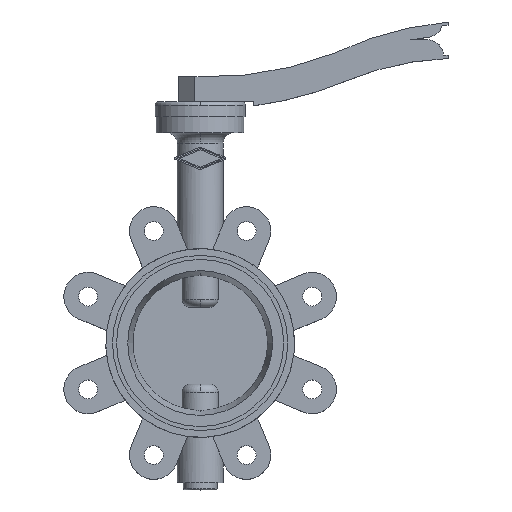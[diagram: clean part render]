
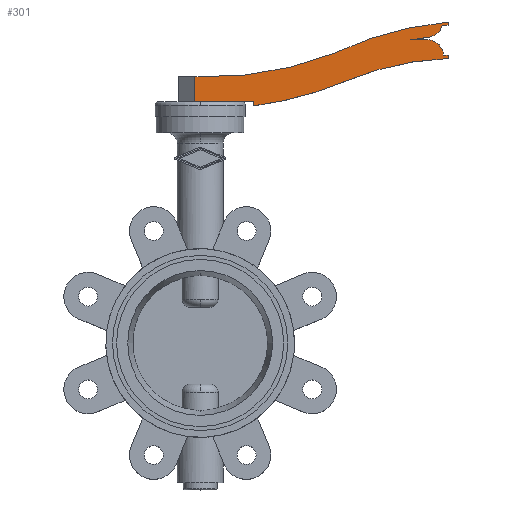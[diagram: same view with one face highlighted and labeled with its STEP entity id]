
A CAD part, top view. The second image highlights one B-rep face of the part: STEP entity #301.
In plain terms, the highlighted planar face has unit normal (0, 0, 1).
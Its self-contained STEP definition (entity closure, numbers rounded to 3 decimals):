
#301 = ADVANCED_FACE( '', ( #693 ), #694, .T. );
#693 = FACE_OUTER_BOUND( '', #1085, .T. );
#694 = PLANE( '', #1086 );
#1085 = EDGE_LOOP( '', ( #2553, #2554, #2555, #2556, #2557, #2558, #2559, #2560, #2561, #2562, #2563, #2564, #2565, #2566, #2567, #2568 ) );
#1086 = AXIS2_PLACEMENT_3D( '', #2569, #2570, #2571 );
#2553 = ORIENTED_EDGE( '', *, *, #2996, .T. );
#2554 = ORIENTED_EDGE( '', *, *, #3004, .T. );
#2555 = ORIENTED_EDGE( '', *, *, #3020, .T. );
#2556 = ORIENTED_EDGE( '', *, *, #3022, .T. );
#2557 = ORIENTED_EDGE( '', *, *, #3024, .T. );
#2558 = ORIENTED_EDGE( '', *, *, #3026, .T. );
#2559 = ORIENTED_EDGE( '', *, *, #3028, .T. );
#2560 = ORIENTED_EDGE( '', *, *, #3030, .T. );
#2561 = ORIENTED_EDGE( '', *, *, #3032, .T. );
#2562 = ORIENTED_EDGE( '', *, *, #3034, .T. );
#2563 = ORIENTED_EDGE( '', *, *, #3036, .T. );
#2564 = ORIENTED_EDGE( '', *, *, #3038, .T. );
#2565 = ORIENTED_EDGE( '', *, *, #3040, .T. );
#2566 = ORIENTED_EDGE( '', *, *, #3042, .T. );
#2567 = ORIENTED_EDGE( '', *, *, #3044, .T. );
#2568 = ORIENTED_EDGE( '', *, *, #3045, .T. );
#2569 = CARTESIAN_POINT( '', ( 0., 176., -16. ) );
#2570 = DIRECTION( '', ( 0., 0., 1. ) );
#2571 = DIRECTION( '', ( 1., 0., 0. ) );
#2996 = EDGE_CURVE( '', #3755, #3752, #3756, .T. );
#3004 = EDGE_CURVE( '', #3752, #3767, #3769, .T. );
#3020 = EDGE_CURVE( '', #3767, #3797, #3799, .T. );
#3022 = EDGE_CURVE( '', #3797, #3800, #3802, .T. );
#3024 = EDGE_CURVE( '', #3800, #3803, #3805, .T. );
#3026 = EDGE_CURVE( '', #3803, #3806, #3808, .T. );
#3028 = EDGE_CURVE( '', #3806, #3809, #3811, .T. );
#3030 = EDGE_CURVE( '', #3809, #3812, #3814, .T. );
#3032 = EDGE_CURVE( '', #3812, #3815, #3817, .T. );
#3034 = EDGE_CURVE( '', #3815, #3818, #3820, .T. );
#3036 = EDGE_CURVE( '', #3818, #3821, #3823, .T. );
#3038 = EDGE_CURVE( '', #3821, #3824, #3826, .T. );
#3040 = EDGE_CURVE( '', #3824, #3827, #3829, .T. );
#3042 = EDGE_CURVE( '', #3827, #3830, #3832, .T. );
#3044 = EDGE_CURVE( '', #3830, #3833, #3835, .T. );
#3045 = EDGE_CURVE( '', #3833, #3755, #3836, .T. );
#3752 = VERTEX_POINT( '', #5341 );
#3755 = VERTEX_POINT( '', #5345 );
#3756 = LINE( '', #5346, #5347 );
#3767 = VERTEX_POINT( '', #5364 );
#3769 = LINE( '', #5367, #5368 );
#3797 = VERTEX_POINT( '', #5404 );
#3799 = LINE( '', #5407, #5408 );
#3800 = VERTEX_POINT( '', #5409 );
#3802 = CIRCLE( '', #5412, 255. );
#3803 = VERTEX_POINT( '', #5413 );
#3805 = CIRCLE( '', #5416, 223. );
#3806 = VERTEX_POINT( '', #5417 );
#3808 = LINE( '', #5420, #5421 );
#3809 = VERTEX_POINT( '', #5422 );
#3811 = LINE( '', #5425, #5426 );
#3812 = VERTEX_POINT( '', #5427 );
#3814 = CIRCLE( '', #5430, 12.5 );
#3815 = VERTEX_POINT( '', #5431 );
#3817 = LINE( '', #5434, #5435 );
#3818 = VERTEX_POINT( '', #5436 );
#3820 = LINE( '', #5439, #5440 );
#3821 = VERTEX_POINT( '', #5441 );
#3823 = CIRCLE( '', #5444, 12.5 );
#3824 = VERTEX_POINT( '', #5445 );
#3826 = LINE( '', #5448, #5449 );
#3827 = VERTEX_POINT( '', #5450 );
#3829 = LINE( '', #5453, #5454 );
#3830 = VERTEX_POINT( '', #5455 );
#3832 = CIRCLE( '', #5458, 255. );
#3833 = VERTEX_POINT( '', #5459 );
#3835 = CIRCLE( '', #5462, 250. );
#3836 = LINE( '', #5463, #5464 );
#5341 = CARTESIAN_POINT( '', ( -4., 179., -16. ) );
#5345 = CARTESIAN_POINT( '', ( -4., 197.6, -16. ) );
#5346 = CARTESIAN_POINT( '', ( -4., 176., -16. ) );
#5347 = VECTOR( '', #6235, 1. );
#5364 = CARTESIAN_POINT( '', ( 39.8, 179., -16. ) );
#5367 = CARTESIAN_POINT( '', ( -16., 179., -16. ) );
#5368 = VECTOR( '', #6243, 1. );
#5404 = CARTESIAN_POINT( '', ( 39.8, 176., -16. ) );
#5407 = CARTESIAN_POINT( '', ( 39.8, 179., -16. ) );
#5408 = VECTOR( '', #6271, 1. );
#5409 = CARTESIAN_POINT( '', ( 107., 194., -16. ) );
#5412 = AXIS2_PLACEMENT_3D( '', #6273, #6274, #6275 );
#5413 = CARTESIAN_POINT( '', ( 184., 211.2, -16. ) );
#5416 = AXIS2_PLACEMENT_3D( '', #6277, #6278, #6279 );
#5417 = CARTESIAN_POINT( '', ( 184., 213.7, -16. ) );
#5420 = CARTESIAN_POINT( '', ( 184., 211.2, -16. ) );
#5421 = VECTOR( '', #6281, 1. );
#5422 = CARTESIAN_POINT( '', ( 180.6, 213.7, -16. ) );
#5425 = CARTESIAN_POINT( '', ( 184., 213.7, -16. ) );
#5426 = VECTOR( '', #6283, 1. );
#5427 = CARTESIAN_POINT( '', ( 168.015, 225.122, -16. ) );
#5430 = AXIS2_PLACEMENT_3D( '', #6285, #6286, #6287 );
#5431 = CARTESIAN_POINT( '', ( 156.4, 225., -16. ) );
#5434 = CARTESIAN_POINT( '', ( 168.015, 225.122, -16. ) );
#5435 = VECTOR( '', #6289, 1. );
#5436 = CARTESIAN_POINT( '', ( 169.9, 227., -16. ) );
#5439 = CARTESIAN_POINT( '', ( 156.4, 225., -16. ) );
#5440 = VECTOR( '', #6291, 1. );
#5441 = CARTESIAN_POINT( '', ( 179.7, 235.7, -16. ) );
#5444 = AXIS2_PLACEMENT_3D( '', #6293, #6294, #6295 );
#5445 = CARTESIAN_POINT( '', ( 184., 235.7, -16. ) );
#5448 = CARTESIAN_POINT( '', ( 179.7, 235.7, -16. ) );
#5449 = VECTOR( '', #6297, 1. );
#5450 = CARTESIAN_POINT( '', ( 184., 238.2, -16. ) );
#5453 = CARTESIAN_POINT( '', ( 184., 235.7, -16. ) );
#5454 = VECTOR( '', #6299, 1. );
#5455 = CARTESIAN_POINT( '', ( 99., 214.89, -16. ) );
#5458 = AXIS2_PLACEMENT_3D( '', #6301, #6302, #6303 );
#5459 = CARTESIAN_POINT( '', ( 0., 197.6, -16. ) );
#5462 = AXIS2_PLACEMENT_3D( '', #6305, #6306, #6307 );
#5463 = CARTESIAN_POINT( '', ( 0., 197.6, -16. ) );
#5464 = VECTOR( '', #6308, 1. );
#6235 = DIRECTION( '', ( 0., -1., 0. ) );
#6243 = DIRECTION( '', ( 1., 0., 0. ) );
#6271 = DIRECTION( '', ( 0., -1., 0. ) );
#6273 = CARTESIAN_POINT( '', ( 8.039, 429.014, -16. ) );
#6274 = DIRECTION( '', ( 0., 0., 1. ) );
#6275 = DIRECTION( '', ( 0.125, -0.992, 0. ) );
#6277 = CARTESIAN_POINT( '', ( 193.348, -11.604, -16. ) );
#6278 = DIRECTION( '', ( 0., 0., -1. ) );
#6279 = DIRECTION( '', ( -0.387, 0.922, 0. ) );
#6281 = DIRECTION( '', ( 0., 1., 0. ) );
#6283 = DIRECTION( '', ( -1., 0., 0. ) );
#6285 = CARTESIAN_POINT( '', ( 168.147, 212.623, -16. ) );
#6286 = DIRECTION( '', ( 0., 0., 1. ) );
#6287 = DIRECTION( '', ( 0.996, 0.086, 0. ) );
#6289 = DIRECTION( '', ( -1., -0.01, 0. ) );
#6291 = DIRECTION( '', ( 0.989, 0.147, 0. ) );
#6293 = CARTESIAN_POINT( '', ( 167.733, 239.311, -16. ) );
#6294 = DIRECTION( '', ( 0., 0., 1. ) );
#6295 = DIRECTION( '', ( 0.173, -0.985, 0. ) );
#6297 = DIRECTION( '', ( 1., 0., 0. ) );
#6299 = DIRECTION( '', ( 0., 1., 0. ) );
#6301 = CARTESIAN_POINT( '', ( 207.925, -15.675, -16. ) );
#6302 = DIRECTION( '', ( 0., 0., 1. ) );
#6303 = DIRECTION( '', ( -0.094, 0.996, 0. ) );
#6305 = CARTESIAN_POINT( '', ( 7.367, 447.491, -16. ) );
#6306 = DIRECTION( '', ( 0., 0., -1. ) );
#6307 = DIRECTION( '', ( 0.367, -0.93, 0. ) );
#6308 = DIRECTION( '', ( -1., 0., 0. ) );
